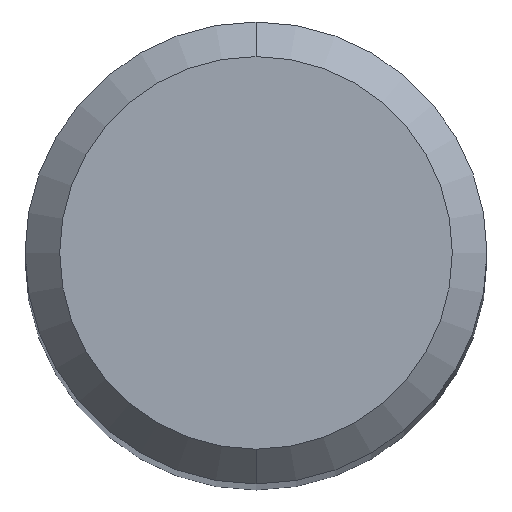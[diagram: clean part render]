
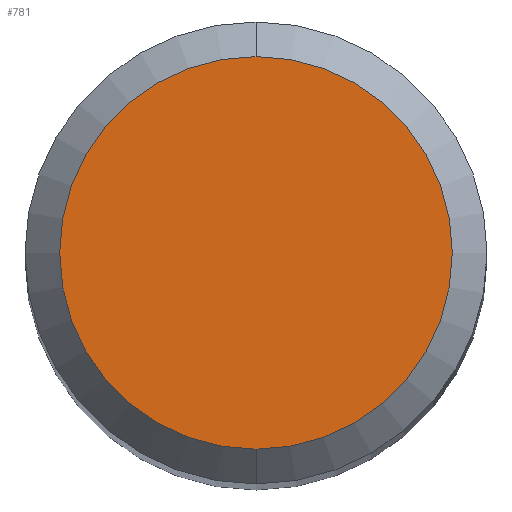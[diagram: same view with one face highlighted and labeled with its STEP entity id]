
A CAD part, top view. The second image highlights one B-rep face of the part: STEP entity #781.
In plain terms, the highlighted planar face has unit normal (0, 0, 1).
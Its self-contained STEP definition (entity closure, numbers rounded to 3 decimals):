
#425=EDGE_CURVE('',#621,#693,#1097,.T.);
#621=VERTEX_POINT('',#1311);
#693=VERTEX_POINT('',#1388);
#781=ADVANCED_FACE('',(#1485),#1486,.T.);
#793=EDGE_CURVE('',#693,#621,#1499,.T.);
#1097=CIRCLE('',#2200,1.7);
#1311=CARTESIAN_POINT('',(0.,-1.7,0.0));
#1388=CARTESIAN_POINT('',(0.0,1.7,0.0));
#1485=FACE_OUTER_BOUND('',#3849,.T.);
#1486=PLANE('',#3850);
#1499=CIRCLE('',#3877,1.7);
#2200=AXIS2_PLACEMENT_3D('',#4856,#4857,#4858);
#3849=EDGE_LOOP('',(#5273,#5274));
#3850=AXIS2_PLACEMENT_3D('',#5275,#5276,#5277);
#3877=AXIS2_PLACEMENT_3D('',#5297,#5298,#5299);
#4856=CARTESIAN_POINT('',(0.0,0.0,0.0));
#4857=DIRECTION('',(0.0,0.0,-1.0));
#4858=DIRECTION('',(0.0,1.0,0.0));
#5273=ORIENTED_EDGE('',*,*,#793,.F.);
#5274=ORIENTED_EDGE('',*,*,#425,.F.);
#5275=CARTESIAN_POINT('',(0.0,0.85,0.0));
#5276=DIRECTION('',(-0.0,0.0,1.0));
#5277=DIRECTION('',(0.0,-1.0,0.0));
#5297=CARTESIAN_POINT('',(0.0,0.0,0.0));
#5298=DIRECTION('',(0.0,0.0,-1.0));
#5299=DIRECTION('',(0.0,1.0,0.0));
